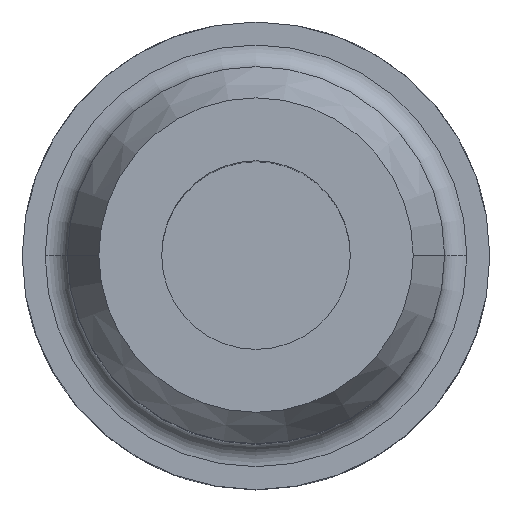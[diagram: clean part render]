
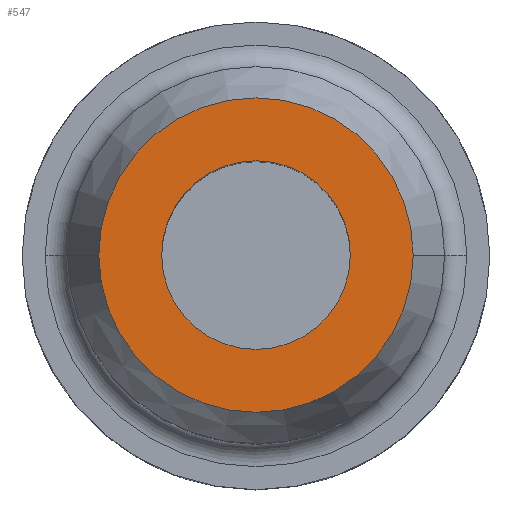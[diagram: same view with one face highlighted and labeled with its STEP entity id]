
A CAD part, top view. The second image highlights one B-rep face of the part: STEP entity #547.
In plain terms, the highlighted planar face has unit normal (0, 0, 1).
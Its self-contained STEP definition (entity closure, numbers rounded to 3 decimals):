
#316 = ORIENTED_EDGE ( 'NONE', *, *, #1236, .T. ) ;
#540 = ORIENTED_EDGE ( 'NONE', *, *, #4088, .T. ) ;
#542 = AXIS2_PLACEMENT_3D ( 'NONE', #3297, #2897, #4467 ) ;
#547 = ADVANCED_FACE ( 'NONE', ( #2359, #1353 ), #2237, .T. ) ;
#736 = ORIENTED_EDGE ( 'NONE', *, *, #4202, .F. ) ;
#761 = EDGE_LOOP ( 'NONE', ( #540, #316 ) ) ;
#979 = CARTESIAN_POINT ( 'NONE',  ( 12.7, 0., 80. ) ) ;
#984 = DIRECTION ( 'NONE',  ( 0., 0., -1. ) ) ;
#1179 = CIRCLE ( 'NONE', #2720, 21.175 ) ;
#1190 = CARTESIAN_POINT ( 'NONE',  ( -12.7, 0., 80. ) ) ;
#1236 = EDGE_CURVE ( 'NONE', #3674, #1674, #3052, .T. ) ;
#1353 = FACE_OUTER_BOUND ( 'NONE', #2974, .T. ) ;
#1520 = DIRECTION ( 'NONE',  ( -1., 0., 0. ) ) ;
#1568 = CARTESIAN_POINT ( 'NONE',  ( 0., 0., 80. ) ) ;
#1611 = EDGE_CURVE ( 'NONE', #2329, #4827, #1179, .T. ) ;
#1674 = VERTEX_POINT ( 'NONE', #1190 ) ;
#1839 = CARTESIAN_POINT ( 'NONE',  ( 0., 0., 80. ) ) ;
#1865 = CIRCLE ( 'NONE', #2422, 21.175 ) ;
#1922 = ORIENTED_EDGE ( 'NONE', *, *, #1611, .F. ) ;
#2170 = AXIS2_PLACEMENT_3D ( 'NONE', #4765, #3984, #4752 ) ;
#2192 = DIRECTION ( 'NONE',  ( 0., 0., -1. ) ) ;
#2237 = PLANE ( 'NONE',  #542 ) ;
#2329 = VERTEX_POINT ( 'NONE', #2992 ) ;
#2359 = FACE_BOUND ( 'NONE', #761, .T. ) ;
#2422 = AXIS2_PLACEMENT_3D ( 'NONE', #1839, #2192, #3001 ) ;
#2531 = AXIS2_PLACEMENT_3D ( 'NONE', #2914, #984, #4345 ) ;
#2720 = AXIS2_PLACEMENT_3D ( 'NONE', #1568, #3760, #1520 ) ;
#2778 = CARTESIAN_POINT ( 'NONE',  ( -21.175, 0., 80. ) ) ;
#2897 = DIRECTION ( 'NONE',  ( 0., 0., 1. ) ) ;
#2914 = CARTESIAN_POINT ( 'NONE',  ( 0., 0., 80. ) ) ;
#2974 = EDGE_LOOP ( 'NONE', ( #736, #1922 ) ) ;
#2992 = CARTESIAN_POINT ( 'NONE',  ( 21.175, 0., 80. ) ) ;
#3001 = DIRECTION ( 'NONE',  ( -1., 0., 0. ) ) ;
#3052 = CIRCLE ( 'NONE', #2531, 12.7 ) ;
#3297 = CARTESIAN_POINT ( 'NONE',  ( 0., 0., 80. ) ) ;
#3674 = VERTEX_POINT ( 'NONE', #979 ) ;
#3737 = CIRCLE ( 'NONE', #2170, 12.7 ) ;
#3760 = DIRECTION ( 'NONE',  ( 0., 0., -1. ) ) ;
#3984 = DIRECTION ( 'NONE',  ( 0., 0., -1. ) ) ;
#4088 = EDGE_CURVE ( 'NONE', #1674, #3674, #3737, .T. ) ;
#4202 = EDGE_CURVE ( 'NONE', #4827, #2329, #1865, .T. ) ;
#4345 = DIRECTION ( 'NONE',  ( -1., 0., 0. ) ) ;
#4467 = DIRECTION ( 'NONE',  ( 1., 0., 0. ) ) ;
#4752 = DIRECTION ( 'NONE',  ( -1., 0., 0. ) ) ;
#4765 = CARTESIAN_POINT ( 'NONE',  ( 0., 0., 80. ) ) ;
#4827 = VERTEX_POINT ( 'NONE', #2778 ) ;
